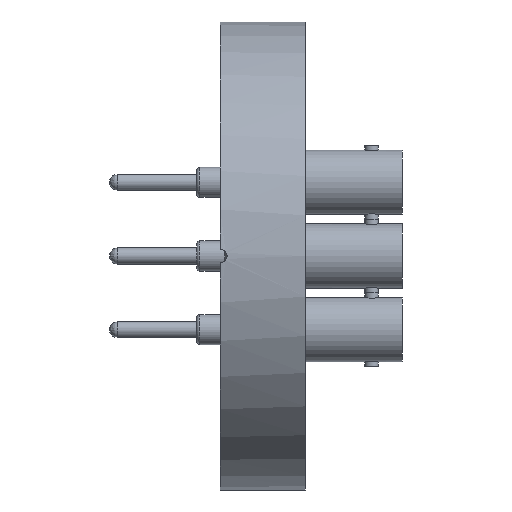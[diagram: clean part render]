
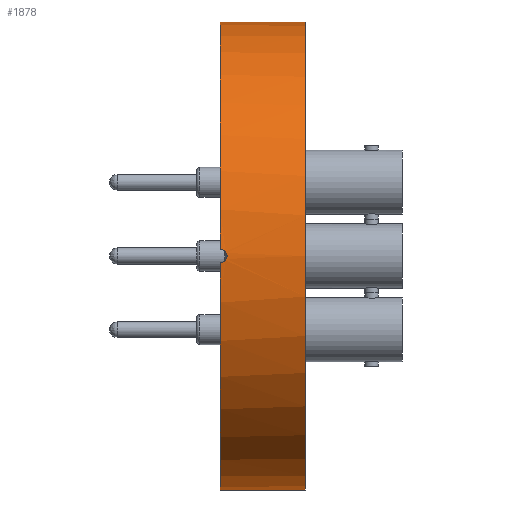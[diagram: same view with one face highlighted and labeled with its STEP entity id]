
A CAD part, left-side view. The second image highlights one B-rep face of the part: STEP entity #1878.
In plain terms, the highlighted cylindrical face has radius 34.95 mm (diameter 69.9 mm), a partial arc.
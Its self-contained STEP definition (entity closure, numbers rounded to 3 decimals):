
#3 = CARTESIAN_POINT ( 'NONE',  ( -34.936, 0., -1. ) ) ;
#44 = DIRECTION ( 'NONE',  ( 0., 0., 1. ) ) ;
#77 = CARTESIAN_POINT ( 'NONE',  ( 0., -12.7, -34.95 ) ) ;
#85 = VERTEX_POINT ( 'NONE', #1181 ) ;
#107 = CARTESIAN_POINT ( 'NONE',  ( 0., -12.7, 34.95 ) ) ;
#128 = CIRCLE ( 'NONE', #169, 34.95 ) ;
#169 = AXIS2_PLACEMENT_3D ( 'NONE', #1697, #813, #2333 ) ;
#174 = ORIENTED_EDGE ( 'NONE', *, *, #2058, .T. ) ;
#217 = CARTESIAN_POINT ( 'NONE',  ( -34.936, -0.264, -1. ) ) ;
#244 = CARTESIAN_POINT ( 'NONE',  ( 0., -12.7, 0. ) ) ;
#254 = CARTESIAN_POINT ( 'NONE',  ( -34.947, -0.874, 0.503 ) ) ;
#298 = VERTEX_POINT ( 'NONE', #1420 ) ;
#342 = VERTEX_POINT ( 'NONE', #1937 ) ;
#350 = VERTEX_POINT ( 'NONE', #77 ) ;
#423 = CARTESIAN_POINT ( 'NONE',  ( -34.939, -0.504, 0.874 ) ) ;
#461 = ORIENTED_EDGE ( 'NONE', *, *, #499, .F. ) ;
#486 = CARTESIAN_POINT ( 'NONE',  ( -34.945, -0.801, -0.613 ) ) ;
#499 = EDGE_CURVE ( 'NONE', #342, #85, #128, .T. ) ;
#649 = CARTESIAN_POINT ( 'NONE',  ( -34.936, -0.132, 1. ) ) ;
#666 = CARTESIAN_POINT ( 'NONE',  ( -34.947, -0.874, -0.503 ) ) ;
#676 = ORIENTED_EDGE ( 'NONE', *, *, #1753, .F. ) ;
#691 = CARTESIAN_POINT ( 'NONE',  ( 0., -12.7, -34.95 ) ) ;
#706 = CARTESIAN_POINT ( 'NONE',  ( 0., 0., 34.95 ) ) ;
#730 = EDGE_CURVE ( 'NONE', #2694, #85, #2709, .T. ) ;
#801 = CARTESIAN_POINT ( 'NONE',  ( 0., 0., 0. ) ) ;
#813 = DIRECTION ( 'NONE',  ( 0., 1., 0. ) ) ;
#847 = DIRECTION ( 'NONE',  ( 0., 1., 0. ) ) ;
#855 = CARTESIAN_POINT ( 'NONE',  ( -34.949, -0.974, 0.263 ) ) ;
#908 = CARTESIAN_POINT ( 'NONE',  ( -34.945, -0.799, 0.615 ) ) ;
#914 = DIRECTION ( 'NONE',  ( 0., 1., 0. ) ) ;
#961 = AXIS2_PLACEMENT_3D ( 'NONE', #801, #2564, #44 ) ;
#1048 = LINE ( 'NONE', #691, #2267 ) ;
#1058 = CARTESIAN_POINT ( 'NONE',  ( -34.936, -0.262, 0.974 ) ) ;
#1075 = DIRECTION ( 'NONE',  ( 0., 0., 1. ) ) ;
#1094 = CARTESIAN_POINT ( 'NONE',  ( -34.936, 0., 1. ) ) ;
#1109 = CARTESIAN_POINT ( 'NONE',  ( -34.939, -0.521, -0.893 ) ) ;
#1181 = CARTESIAN_POINT ( 'NONE',  ( -34.936, 0., -1. ) ) ;
#1273 = CARTESIAN_POINT ( 'NONE',  ( -34.941, -0.615, 0.799 ) ) ;
#1282 = FACE_OUTER_BOUND ( 'NONE', #2599, .T. ) ;
#1321 = DIRECTION ( 'NONE',  ( 0., 1., 0. ) ) ;
#1420 = CARTESIAN_POINT ( 'NONE',  ( 0., -12.7, 34.95 ) ) ;
#1485 = CARTESIAN_POINT ( 'NONE',  ( -34.95, -1., -0.13 ) ) ;
#1599 = VERTEX_POINT ( 'NONE', #706 ) ;
#1679 = CARTESIAN_POINT ( 'NONE',  ( 0., -12.7, 0. ) ) ;
#1684 = ORIENTED_EDGE ( 'NONE', *, *, #730, .T. ) ;
#1685 = EDGE_CURVE ( 'NONE', #2694, #1599, #1968, .T. ) ;
#1697 = CARTESIAN_POINT ( 'NONE',  ( 0., 0., 0. ) ) ;
#1738 = CARTESIAN_POINT ( 'NONE',  ( -34.949, -0.974, -0.261 ) ) ;
#1739 = ORIENTED_EDGE ( 'NONE', *, *, #2580, .T. ) ;
#1753 = EDGE_CURVE ( 'NONE', #350, #342, #1048, .T. ) ;
#1878 = ADVANCED_FACE ( 'NONE', ( #1282 ), #2352, .T. ) ;
#1937 = CARTESIAN_POINT ( 'NONE',  ( 0., 0., -34.95 ) ) ;
#1956 = CARTESIAN_POINT ( 'NONE',  ( -34.95, -1., 0.131 ) ) ;
#1968 = CIRCLE ( 'NONE', #961, 34.95 ) ;
#2003 = ORIENTED_EDGE ( 'NONE', *, *, #1685, .F. ) ;
#2013 = AXIS2_PLACEMENT_3D ( 'NONE', #1679, #847, #1075 ) ;
#2058 = EDGE_CURVE ( 'NONE', #350, #298, #2319, .T. ) ;
#2063 = CARTESIAN_POINT ( 'NONE',  ( -34.936, 0., 1. ) ) ;
#2166 = LINE ( 'NONE', #107, #2412 ) ;
#2267 = VECTOR ( 'NONE', #2407, 1000. ) ;
#2319 = CIRCLE ( 'NONE', #2013, 34.95 ) ;
#2333 = DIRECTION ( 'NONE',  ( 0., 0., 1. ) ) ;
#2352 = CYLINDRICAL_SURFACE ( 'NONE', #2527, 34.95 ) ;
#2407 = DIRECTION ( 'NONE',  ( 0., 1., 0. ) ) ;
#2412 = VECTOR ( 'NONE', #1321, 1000. ) ;
#2421 = DIRECTION ( 'NONE',  ( 0., 0., 1. ) ) ;
#2527 = AXIS2_PLACEMENT_3D ( 'NONE', #244, #914, #2421 ) ;
#2564 = DIRECTION ( 'NONE',  ( 0., 1., 0. ) ) ;
#2580 = EDGE_CURVE ( 'NONE', #298, #1599, #2166, .T. ) ;
#2599 = EDGE_LOOP ( 'NONE', ( #676, #174, #1739, #2003, #1684, #461 ) ) ;
#2694 = VERTEX_POINT ( 'NONE', #2063 ) ;
#2709 = B_SPLINE_CURVE_WITH_KNOTS ( 'NONE', 3,
 ( #1094, #649, #1058, #423, #1273, #908, #254, #855, #1956, #1485, #1738, #666, #486, #1109, #217, #3 ),
 .UNSPECIFIED., .F., .F.,
 ( 4, 2, 2, 2, 2, 2, 2, 4 ),
 ( 0., 0., 0.001, 0.001, 0.002, 0.002, 0.002, 0.003 ),
 .UNSPECIFIED. ) ;
